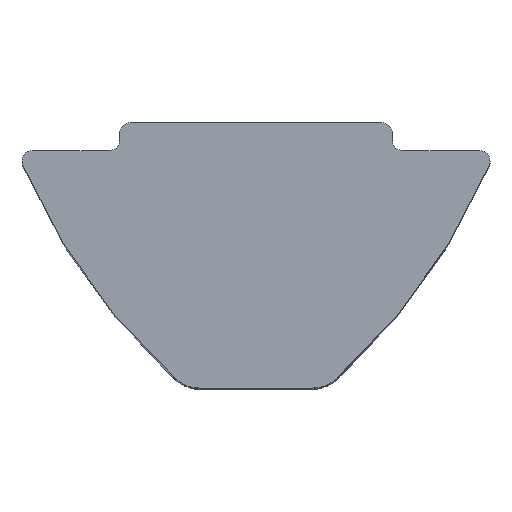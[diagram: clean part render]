
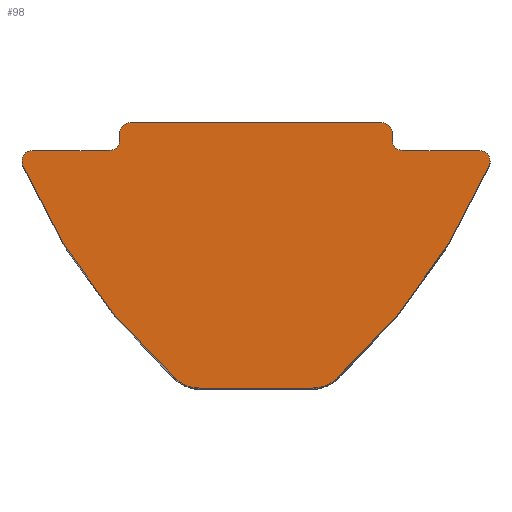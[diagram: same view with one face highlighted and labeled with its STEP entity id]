
A CAD part, top view. The second image highlights one B-rep face of the part: STEP entity #98.
In plain terms, the highlighted planar face has unit normal (0, 0, 1).
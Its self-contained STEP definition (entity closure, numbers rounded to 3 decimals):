
#2 = AXIS2_PLACEMENT_3D ( 'NONE', #812, #417, #872 ) ;
#20 = VERTEX_POINT ( 'NONE', #814 ) ;
#28 = CARTESIAN_POINT ( 'NONE',  ( 6.4, -1.1, 22. ) ) ;
#38 = ORIENTED_EDGE ( 'NONE', *, *, #780, .T. ) ;
#52 = LINE ( 'NONE', #115, #186 ) ;
#58 = LINE ( 'NONE', #282, #225 ) ;
#60 = VERTEX_POINT ( 'NONE', #724 ) ;
#61 = EDGE_CURVE ( 'NONE', #699, #286, #533, .T. ) ;
#64 = DIRECTION ( 'NONE',  ( -1., 0., 0. ) ) ;
#67 = CARTESIAN_POINT ( 'NONE',  ( 3.9, -0.5, 22. ) ) ;
#69 = DIRECTION ( 'NONE',  ( 0., 0., 1. ) ) ;
#73 = CARTESIAN_POINT ( 'NONE',  ( -9.413, 5.666, 22. ) ) ;
#78 = VERTEX_POINT ( 'NONE', #546 ) ;
#95 = CARTESIAN_POINT ( 'NONE',  ( -1.623, -6.6, 22. ) ) ;
#98 = ADVANCED_FACE ( 'NONE', ( #567 ), #523, .T. ) ;
#102 = ORIENTED_EDGE ( 'NONE', *, *, #612, .T. ) ;
#103 = DIRECTION ( 'NONE',  ( -1., 0., 0. ) ) ;
#115 = CARTESIAN_POINT ( 'NONE',  ( -3.9, -0.8, 22. ) ) ;
#125 = CIRCLE ( 'NONE', #843, 17.5 ) ;
#133 = DIRECTION ( 'NONE',  ( -1., 0., 0. ) ) ;
#137 = AXIS2_PLACEMENT_3D ( 'NONE', #540, #538, #534 ) ;
#162 = VERTEX_POINT ( 'NONE', #269 ) ;
#164 = DIRECTION ( 'NONE',  ( 1., 0., 0. ) ) ;
#178 = VECTOR ( 'NONE', #623, 1000. ) ;
#186 = VECTOR ( 'NONE', #133, 1000. ) ;
#189 = EDGE_CURVE ( 'NONE', #508, #566, #683, .T. ) ;
#197 = AXIS2_PLACEMENT_3D ( 'NONE', #759, #362, #825 ) ;
#200 = CARTESIAN_POINT ( 'NONE',  ( 3.6, -0.3, 22. ) ) ;
#208 = ORIENTED_EDGE ( 'NONE', *, *, #828, .T. ) ;
#211 = DIRECTION ( 'NONE',  ( 0., 1., 0. ) ) ;
#219 = CARTESIAN_POINT ( 'NONE',  ( 3.9, 0., 22. ) ) ;
#221 = EDGE_CURVE ( 'NONE', #735, #162, #52, .T. ) ;
#224 = CARTESIAN_POINT ( 'NONE',  ( 3.9, -0.8, 22. ) ) ;
#225 = VECTOR ( 'NONE', #211, 1000. ) ;
#233 = ORIENTED_EDGE ( 'NONE', *, *, #515, .T. ) ;
#236 = CARTESIAN_POINT ( 'NONE',  ( 1.623, -7.6, 22. ) ) ;
#238 = VERTEX_POINT ( 'NONE', #765 ) ;
#252 = CARTESIAN_POINT ( 'NONE',  ( -3.9, 0., 22. ) ) ;
#265 = ORIENTED_EDGE ( 'NONE', *, *, #617, .T. ) ;
#267 = CARTESIAN_POINT ( 'NONE',  ( 3.6, 0., 22. ) ) ;
#269 = CARTESIAN_POINT ( 'NONE',  ( -6.4, -0.8, 22. ) ) ;
#275 = DIRECTION ( 'NONE',  ( 1., 0., 0. ) ) ;
#279 = CIRCLE ( 'NONE', #380, 0.3 ) ;
#282 = CARTESIAN_POINT ( 'NONE',  ( 3.9, 0., 22. ) ) ;
#286 = VERTEX_POINT ( 'NONE', #569 ) ;
#292 = AXIS2_PLACEMENT_3D ( 'NONE', #95, #572, #164 ) ;
#293 = DIRECTION ( 'NONE',  ( 0., 0., -1. ) ) ;
#294 = ORIENTED_EDGE ( 'NONE', *, *, #742, .T. ) ;
#299 = CARTESIAN_POINT ( 'NONE',  ( -3.9, -0.3, 22. ) ) ;
#300 = VECTOR ( 'NONE', #488, 1000. ) ;
#329 = DIRECTION ( 'NONE',  ( 0., 0., 1. ) ) ;
#343 = CARTESIAN_POINT ( 'NONE',  ( -2.292, -7.343, 22. ) ) ;
#346 = DIRECTION ( 'NONE',  ( 0., 0., 1. ) ) ;
#362 = DIRECTION ( 'NONE',  ( 0., 0., -1. ) ) ;
#366 = DIRECTION ( 'NONE',  ( 0., 0., 1. ) ) ;
#367 = AXIS2_PLACEMENT_3D ( 'NONE', #482, #461, #450 ) ;
#380 = AXIS2_PLACEMENT_3D ( 'NONE', #764, #366, #830 ) ;
#382 = EDGE_CURVE ( 'NONE', #410, #238, #607, .T. ) ;
#388 = ORIENTED_EDGE ( 'NONE', *, *, #871, .T. ) ;
#408 = CARTESIAN_POINT ( 'NONE',  ( 6.676, -1.218, 22. ) ) ;
#410 = VERTEX_POINT ( 'NONE', #299 ) ;
#417 = DIRECTION ( 'NONE',  ( 0., 0., 1. ) ) ;
#418 = VERTEX_POINT ( 'NONE', #236 ) ;
#428 = ORIENTED_EDGE ( 'NONE', *, *, #551, .T. ) ;
#431 = VERTEX_POINT ( 'NONE', #791 ) ;
#433 = EDGE_CURVE ( 'NONE', #418, #508, #550, .T. ) ;
#440 = ORIENTED_EDGE ( 'NONE', *, *, #656, .T. ) ;
#450 = DIRECTION ( 'NONE',  ( 1., 0., 0. ) ) ;
#461 = DIRECTION ( 'NONE',  ( 0., 0., 1. ) ) ;
#470 = LINE ( 'NONE', #224, #300 ) ;
#476 = ORIENTED_EDGE ( 'NONE', *, *, #61, .T. ) ;
#479 = AXIS2_PLACEMENT_3D ( 'NONE', #721, #329, #794 ) ;
#482 = CARTESIAN_POINT ( 'NONE',  ( -6.4, -1.1, 22. ) ) ;
#487 = VERTEX_POINT ( 'NONE', #267 ) ;
#488 = DIRECTION ( 'NONE',  ( -1., 0., 0. ) ) ;
#494 = AXIS2_PLACEMENT_3D ( 'NONE', #73, #69, #64 ) ;
#507 = DIRECTION ( 'NONE',  ( 0., 0., 1. ) ) ;
#508 = VERTEX_POINT ( 'NONE', #860 ) ;
#512 = AXIS2_PLACEMENT_3D ( 'NONE', #28, #507, #103 ) ;
#515 = EDGE_CURVE ( 'NONE', #78, #487, #842, .T. ) ;
#523 = PLANE ( 'NONE',  #367 ) ;
#533 = CIRCLE ( 'NONE', #137, 0.3 ) ;
#534 = DIRECTION ( 'NONE',  ( 1., 0., 0. ) ) ;
#538 = DIRECTION ( 'NONE',  ( 0., 0., 1. ) ) ;
#540 = CARTESIAN_POINT ( 'NONE',  ( -6.4, -1.1, 22. ) ) ;
#546 = CARTESIAN_POINT ( 'NONE',  ( 3.9, -0.3, 22. ) ) ;
#549 = VERTEX_POINT ( 'NONE', #343 ) ;
#550 = CIRCLE ( 'NONE', #479, 1. ) ;
#551 = EDGE_CURVE ( 'NONE', #286, #549, #125, .T. ) ;
#552 = CARTESIAN_POINT ( 'NONE',  ( 4.2, -0.8, 22. ) ) ;
#558 = VECTOR ( 'NONE', #619, 1000. ) ;
#566 = VERTEX_POINT ( 'NONE', #408 ) ;
#567 = FACE_OUTER_BOUND ( 'NONE', #859, .T. ) ;
#569 = CARTESIAN_POINT ( 'NONE',  ( -6.676, -1.218, 22. ) ) ;
#572 = DIRECTION ( 'NONE',  ( 0., 0., 1. ) ) ;
#590 = VERTEX_POINT ( 'NONE', #67 ) ;
#594 = CIRCLE ( 'NONE', #292, 1. ) ;
#595 = ORIENTED_EDGE ( 'NONE', *, *, #695, .T. ) ;
#607 = LINE ( 'NONE', #252, #839 ) ;
#609 = CIRCLE ( 'NONE', #2, 0.3 ) ;
#612 = EDGE_CURVE ( 'NONE', #431, #410, #609, .T. ) ;
#617 = EDGE_CURVE ( 'NONE', #590, #78, #58, .T. ) ;
#619 = DIRECTION ( 'NONE',  ( 1., 0., 0. ) ) ;
#623 = DIRECTION ( 'NONE',  ( -1., 0., 0. ) ) ;
#629 = EDGE_CURVE ( 'NONE', #60, #418, #732, .T. ) ;
#654 = ORIENTED_EDGE ( 'NONE', *, *, #189, .T. ) ;
#656 = EDGE_CURVE ( 'NONE', #487, #431, #708, .T. ) ;
#659 = ORIENTED_EDGE ( 'NONE', *, *, #629, .T. ) ;
#661 = ORIENTED_EDGE ( 'NONE', *, *, #433, .T. ) ;
#662 = VERTEX_POINT ( 'NONE', #552 ) ;
#669 = DIRECTION ( 'NONE',  ( 0., 0., 1. ) ) ;
#682 = CARTESIAN_POINT ( 'NONE',  ( 4.2, -0.5, 22. ) ) ;
#683 = CIRCLE ( 'NONE', #494, 17.5 ) ;
#684 = CARTESIAN_POINT ( 'NONE',  ( -4.2, -0.8, 22. ) ) ;
#695 = EDGE_CURVE ( 'NONE', #662, #590, #865, .T. ) ;
#699 = VERTEX_POINT ( 'NONE', #823 ) ;
#708 = LINE ( 'NONE', #219, #178 ) ;
#721 = CARTESIAN_POINT ( 'NONE',  ( 1.623, -6.6, 22. ) ) ;
#724 = CARTESIAN_POINT ( 'NONE',  ( -1.623, -7.6, 22. ) ) ;
#732 = LINE ( 'NONE', #743, #558 ) ;
#735 = VERTEX_POINT ( 'NONE', #684 ) ;
#736 = CARTESIAN_POINT ( 'NONE',  ( 9.413, 5.666, 22. ) ) ;
#737 = EDGE_CURVE ( 'NONE', #238, #735, #849, .T. ) ;
#742 = EDGE_CURVE ( 'NONE', #20, #662, #470, .T. ) ;
#743 = CARTESIAN_POINT ( 'NONE',  ( -2., -7.6, 22. ) ) ;
#744 = CIRCLE ( 'NONE', #512, 0.3 ) ;
#750 = AXIS2_PLACEMENT_3D ( 'NONE', #200, #669, #275 ) ;
#757 = DIRECTION ( 'NONE',  ( 1., 0., 0. ) ) ;
#759 = CARTESIAN_POINT ( 'NONE',  ( -4.2, -0.5, 22. ) ) ;
#760 = DIRECTION ( 'NONE',  ( 0., -1., 0. ) ) ;
#764 = CARTESIAN_POINT ( 'NONE',  ( -6.4, -1.1, 22. ) ) ;
#765 = CARTESIAN_POINT ( 'NONE',  ( -3.9, -0.5, 22. ) ) ;
#780 = EDGE_CURVE ( 'NONE', #162, #699, #279, .T. ) ;
#791 = CARTESIAN_POINT ( 'NONE',  ( -3.6, 0., 22. ) ) ;
#794 = DIRECTION ( 'NONE',  ( 1., 0., 0. ) ) ;
#796 = ORIENTED_EDGE ( 'NONE', *, *, #221, .T. ) ;
#800 = AXIS2_PLACEMENT_3D ( 'NONE', #682, #293, #757 ) ;
#806 = DIRECTION ( 'NONE',  ( 1., 0., 0. ) ) ;
#812 = CARTESIAN_POINT ( 'NONE',  ( -3.6, -0.3, 22. ) ) ;
#814 = CARTESIAN_POINT ( 'NONE',  ( 6.4, -0.8, 22. ) ) ;
#823 = CARTESIAN_POINT ( 'NONE',  ( -6.7, -1.1, 22. ) ) ;
#825 = DIRECTION ( 'NONE',  ( 1., 0., 0. ) ) ;
#828 = EDGE_CURVE ( 'NONE', #549, #60, #594, .T. ) ;
#830 = DIRECTION ( 'NONE',  ( 1., 0., 0. ) ) ;
#839 = VECTOR ( 'NONE', #760, 1000. ) ;
#842 = CIRCLE ( 'NONE', #750, 0.3 ) ;
#843 = AXIS2_PLACEMENT_3D ( 'NONE', #736, #346, #806 ) ;
#849 = CIRCLE ( 'NONE', #197, 0.3 ) ;
#851 = ORIENTED_EDGE ( 'NONE', *, *, #737, .T. ) ;
#859 = EDGE_LOOP ( 'NONE', ( #265, #233, #440, #102, #869, #851, #796, #38, #476, #428, #208, #659, #661, #654, #388, #294, #595 ) ) ;
#860 = CARTESIAN_POINT ( 'NONE',  ( 2.292, -7.343, 22. ) ) ;
#865 = CIRCLE ( 'NONE', #800, 0.3 ) ;
#869 = ORIENTED_EDGE ( 'NONE', *, *, #382, .T. ) ;
#871 = EDGE_CURVE ( 'NONE', #566, #20, #744, .T. ) ;
#872 = DIRECTION ( 'NONE',  ( 1., 0., 0. ) ) ;
